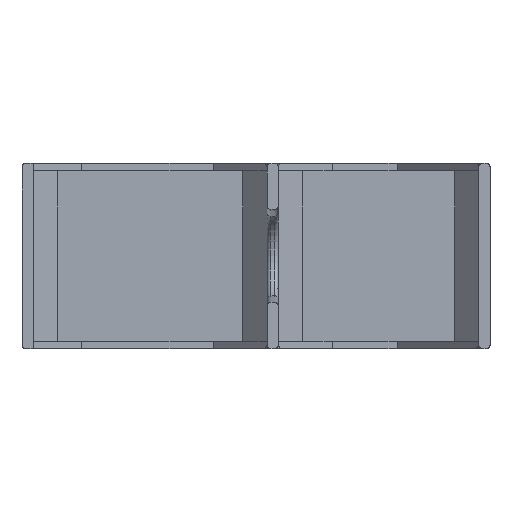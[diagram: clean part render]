
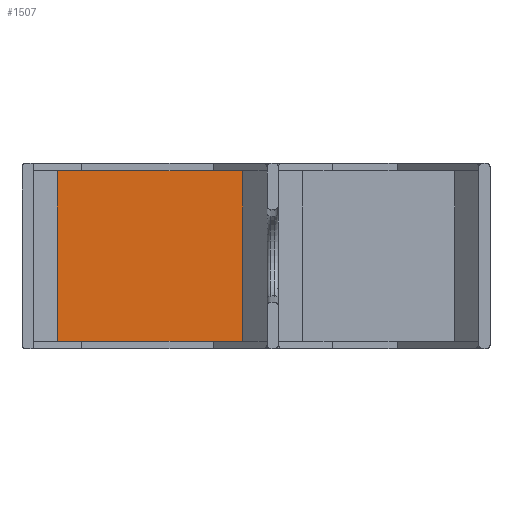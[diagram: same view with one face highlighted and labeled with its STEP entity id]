
A CAD part, top view. The second image highlights one B-rep face of the part: STEP entity #1507.
In plain terms, the highlighted planar face has unit normal (0, 0, 1).
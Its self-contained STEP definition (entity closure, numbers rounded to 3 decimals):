
#640 = VERTEX_POINT('',#641);
#641 = CARTESIAN_POINT('',(-58.,44.95,-22.));
#647 = EDGE_CURVE('',#640,#648,#650,.T.);
#648 = VERTEX_POINT('',#649);
#649 = CARTESIAN_POINT('',(-8.,44.95,-22.));
#650 = LINE('',#651,#652);
#651 = CARTESIAN_POINT('',(-32.689,44.95,-22.));
#652 = VECTOR('',#653,1.);
#653 = DIRECTION('',(1.,0.,0.));
#698 = EDGE_CURVE('',#648,#699,#701,.T.);
#699 = VERTEX_POINT('',#700);
#700 = CARTESIAN_POINT('',(-8.,-0.95,-22.));
#701 = LINE('',#702,#703);
#702 = CARTESIAN_POINT('',(-8.,46.95,-22.));
#703 = VECTOR('',#704,1.);
#704 = DIRECTION('',(0.,-1.,0.));
#878 = VERTEX_POINT('',#879);
#879 = CARTESIAN_POINT('',(-58.,-0.95,-22.));
#885 = EDGE_CURVE('',#878,#699,#886,.T.);
#886 = LINE('',#887,#888);
#887 = CARTESIAN_POINT('',(-32.689,-0.95,-22.));
#888 = VECTOR('',#889,1.);
#889 = DIRECTION('',(1.,0.,0.));
#1507 = ADVANCED_FACE('',(#1508),#1519,.T.);
#1508 = FACE_BOUND('',#1509,.T.);
#1509 = EDGE_LOOP('',(#1510,#1511,#1517,#1518));
#1510 = ORIENTED_EDGE('',*,*,#647,.F.);
#1511 = ORIENTED_EDGE('',*,*,#1512,.T.);
#1512 = EDGE_CURVE('',#640,#878,#1513,.T.);
#1513 = LINE('',#1514,#1515);
#1514 = CARTESIAN_POINT('',(-58.,46.95,-22.));
#1515 = VECTOR('',#1516,1.);
#1516 = DIRECTION('',(0.,-1.,0.));
#1517 = ORIENTED_EDGE('',*,*,#885,.T.);
#1518 = ORIENTED_EDGE('',*,*,#698,.F.);
#1519 = PLANE('',#1520);
#1520 = AXIS2_PLACEMENT_3D('',#1521,#1522,#1523);
#1521 = CARTESIAN_POINT('',(-64.5,46.95,-22.));
#1522 = DIRECTION('',(0.,0.,1.));
#1523 = DIRECTION('',(1.,0.,0.));
